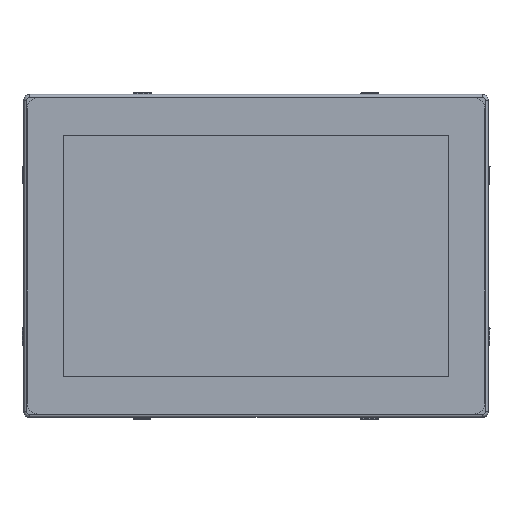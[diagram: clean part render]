
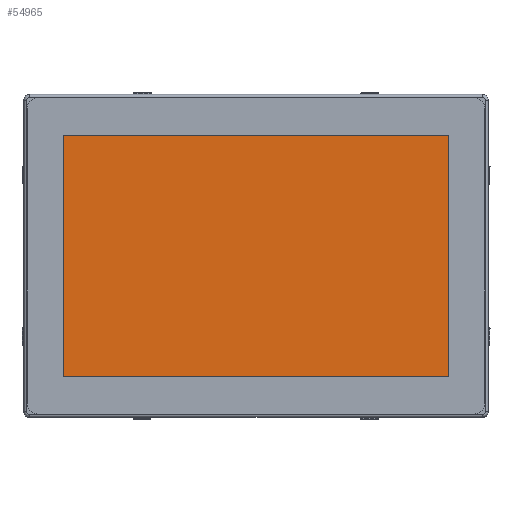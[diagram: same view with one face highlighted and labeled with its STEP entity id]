
A CAD part, top view. The second image highlights one B-rep face of the part: STEP entity #54965.
In plain terms, the highlighted planar face has unit normal (0, 0, 1).
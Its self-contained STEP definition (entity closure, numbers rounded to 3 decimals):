
#5788=FACE_OUTER_BOUND('',#9038,.T.);
#9038=EDGE_LOOP('',(#34048,#34049,#34050,#34051));
#12419=LINE('',#78962,#16695);
#12422=LINE('',#78968,#16698);
#12425=LINE('',#78974,#16701);
#12428=LINE('',#78978,#16704);
#16695=VECTOR('',#63734,10.);
#16698=VECTOR('',#63739,10.);
#16701=VECTOR('',#63744,10.);
#16704=VECTOR('',#63749,10.);
#20972=VERTEX_POINT('',#78959);
#20973=VERTEX_POINT('',#78961);
#20975=VERTEX_POINT('',#78967);
#20977=VERTEX_POINT('',#78973);
#25913=EDGE_CURVE('',#20973,#20972,#12419,.T.);
#25916=EDGE_CURVE('',#20975,#20973,#12422,.T.);
#25919=EDGE_CURVE('',#20977,#20975,#12425,.T.);
#25922=EDGE_CURVE('',#20972,#20977,#12428,.T.);
#34048=ORIENTED_EDGE('',*,*,#25922,.T.);
#34049=ORIENTED_EDGE('',*,*,#25919,.T.);
#34050=ORIENTED_EDGE('',*,*,#25916,.T.);
#34051=ORIENTED_EDGE('',*,*,#25913,.T.);
#50258=PLANE('',#58242);
#54965=ADVANCED_FACE('',(#5788),#50258,.T.);
#58242=AXIS2_PLACEMENT_3D('',#78979,#63750,#63751);
#63734=DIRECTION('',(1.,0.,0.));
#63739=DIRECTION('',(0.,-1.,0.));
#63744=DIRECTION('',(-1.,0.,0.));
#63749=DIRECTION('',(0.,1.,0.));
#63750=DIRECTION('center_axis',(0.,0.,
1.));
#63751=DIRECTION('ref_axis',(1.,0.,0.));
#78959=CARTESIAN_POINT('',(138.592,-82.2,284.003));
#78961=CARTESIAN_POINT('',(-123.728,-82.2,284.003));
#78962=CARTESIAN_POINT('',(-123.728,-82.2,284.003));
#78967=CARTESIAN_POINT('',(-123.728,82.2,284.003));
#78968=CARTESIAN_POINT('',(-123.728,82.2,284.003));
#78973=CARTESIAN_POINT('',(138.592,82.2,284.003));
#78974=CARTESIAN_POINT('',(138.592,82.2,284.003));
#78978=CARTESIAN_POINT('',(138.592,-82.2,284.003));
#78979=CARTESIAN_POINT('Origin',(7.432,0.,284.003));
